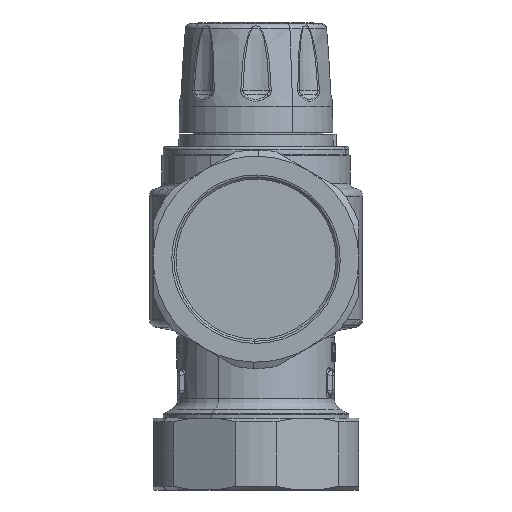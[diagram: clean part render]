
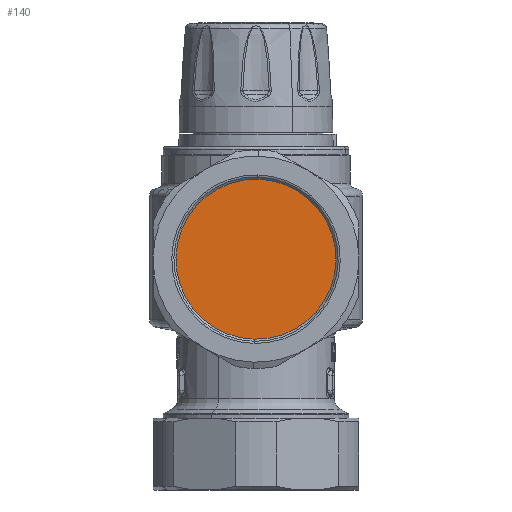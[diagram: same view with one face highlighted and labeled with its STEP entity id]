
A CAD part, front view. The second image highlights one B-rep face of the part: STEP entity #140.
In plain terms, the highlighted planar face has unit normal (0, -1, 0).
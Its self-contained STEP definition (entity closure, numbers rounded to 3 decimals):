
#117=CARTESIAN_POINT('Axis2P3D Location',(0.,-83.8,33.256)) ;
#122=CARTESIAN_POINT('Axis2P3D Location',(0.,-83.8,-5.)) ;
#126=CARTESIAN_POINT('Vertex',(-0.761,-83.8,-37.241)) ;
#128=CARTESIAN_POINT('Vertex',(0.761,-83.8,27.241)) ;
#131=CARTESIAN_POINT('Axis2P3D Location',(0.,-83.8,-5.)) ;
#118=DIRECTION('Axis2P3D Direction',(0.,-1.,0.)) ;
#119=DIRECTION('Axis2P3D XDirection',(1.,0.,0.)) ;
#123=DIRECTION('Axis2P3D Direction',(0.,-1.,0.)) ;
#132=DIRECTION('Axis2P3D Direction',(0.,-1.,0.)) ;
#120=AXIS2_PLACEMENT_3D('Plane Axis2P3D',#117,#118,#119) ;
#124=AXIS2_PLACEMENT_3D('Circle Axis2P3D',#122,#123,$) ;
#133=AXIS2_PLACEMENT_3D('Circle Axis2P3D',#131,#132,$) ;
#137=ORIENTED_EDGE('',*,*,#130,.T.) ;
#138=ORIENTED_EDGE('',*,*,#135,.T.) ;
#140=ADVANCED_FACE('PartBody',(#139),#121,.T.) ;
#125=CIRCLE('generated circle',#124,32.25) ;
#134=CIRCLE('generated circle',#133,32.25) ;
#130=EDGE_CURVE('',#127,#129,#125,.T.) ;
#135=EDGE_CURVE('',#129,#127,#134,.T.) ;
#136=EDGE_LOOP('',(#137,#138)) ;
#139=FACE_OUTER_BOUND('',#136,.T.) ;
#121=PLANE('',#120) ;
#127=VERTEX_POINT('',#126) ;
#129=VERTEX_POINT('',#128) ;
